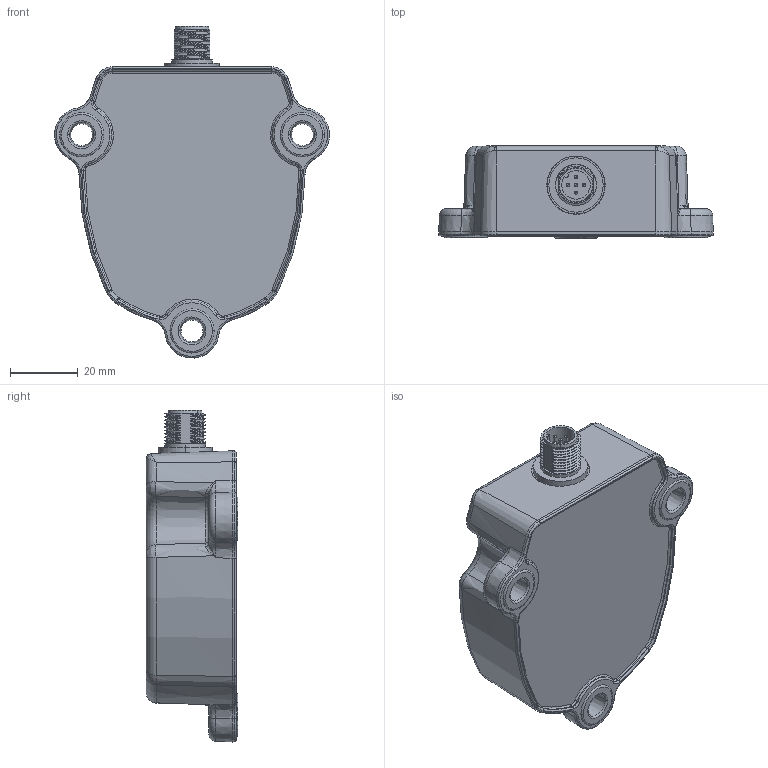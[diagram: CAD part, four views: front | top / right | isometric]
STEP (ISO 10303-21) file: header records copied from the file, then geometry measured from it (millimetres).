
FILE_DESCRIPTION((''),'2;1');
FILE_NAME('CAD-6806_SW0001','2020-01-10T08:26:14',('creinig-se'),(''),'CREO PARAMETRIC BY PTC INC, 2018420','CREO PARAMETRIC BY PTC INC, 2018420','');
FILE_SCHEMA(('CONFIG_CONTROL_DESIGN','SHAPE_APPEARANCE_LAYERS_GROUPS'));
Length unit declared in the file: millimetre
Products named in the file (1): CAD-6806_SW0001
Bounding box: 81 x 27 x 97.81 mm (x, y, z)
Volume: 108432.8 mm3; surface area: 17615.8 mm2
Topology: 1 solids, 1 shells, 564 faces, 1495 edges, 966 vertices
Faces by surface type: plane 222, bspline 145, torus 76, cone 66, cylinder 45, sphere 10
Entity records: 30939 total; most frequent: CARTESIAN_POINT 13815, ORIENTED_EDGE 2964, DIRECTION 2347, EDGE_CURVE 1482, VERTEX_POINT 960, AXIS2_PLACEMENT_3D 830, VECTOR 687, LINE 687
